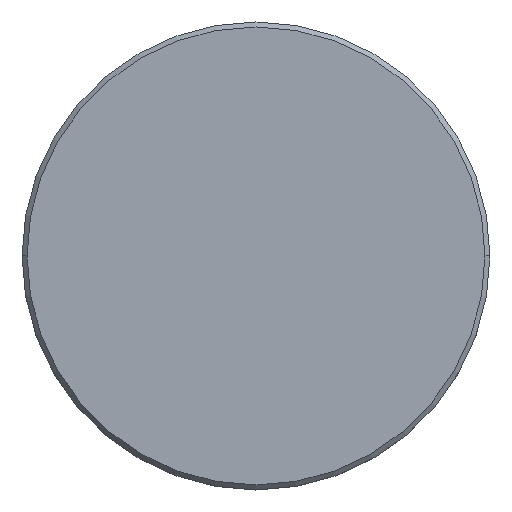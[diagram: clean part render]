
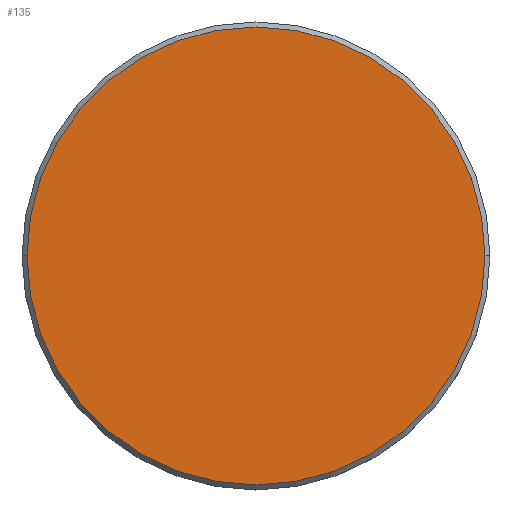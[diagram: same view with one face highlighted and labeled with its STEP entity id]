
A CAD part, top view. The second image highlights one B-rep face of the part: STEP entity #135.
In plain terms, the highlighted planar face has unit normal (0, 0, 1).
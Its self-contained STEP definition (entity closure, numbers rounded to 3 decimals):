
#43 = AXIS2_PLACEMENT_3D ( 'NONE', #562, #1030, #581 ) ;
#135 = ADVANCED_FACE ( 'NONE', ( #418 ), #428, .T. ) ;
#203 = VERTEX_POINT ( 'NONE', #1009 ) ;
#262 = EDGE_LOOP ( 'NONE', ( #510, #725 ) ) ;
#372 = DIRECTION ( 'NONE',  ( 1., 0., 0. ) ) ;
#377 = CARTESIAN_POINT ( 'NONE',  ( 0., 0., 0. ) ) ;
#380 = DIRECTION ( 'NONE',  ( 0., 0., 1. ) ) ;
#418 = FACE_OUTER_BOUND ( 'NONE', #262, .T. ) ;
#428 = PLANE ( 'NONE',  #743 ) ;
#461 = CIRCLE ( 'NONE', #622, 23. ) ;
#510 = ORIENTED_EDGE ( 'NONE', *, *, #1177, .T. ) ;
#548 = VERTEX_POINT ( 'NONE', #1032 ) ;
#562 = CARTESIAN_POINT ( 'NONE',  ( 0., 0., 0. ) ) ;
#581 = DIRECTION ( 'NONE',  ( 1., 0., 0. ) ) ;
#622 = AXIS2_PLACEMENT_3D ( 'NONE', #377, #380, #372 ) ;
#716 = EDGE_CURVE ( 'NONE', #203, #548, #728, .T. ) ;
#725 = ORIENTED_EDGE ( 'NONE', *, *, #716, .T. ) ;
#728 = CIRCLE ( 'NONE', #43, 23. ) ;
#743 = AXIS2_PLACEMENT_3D ( 'NONE', #868, #1158, #1053 ) ;
#868 = CARTESIAN_POINT ( 'NONE',  ( 0., 0., 0. ) ) ;
#1009 = CARTESIAN_POINT ( 'NONE',  ( 23., 0., 0. ) ) ;
#1030 = DIRECTION ( 'NONE',  ( 0., 0., 1. ) ) ;
#1032 = CARTESIAN_POINT ( 'NONE',  ( -23., 0., 0. ) ) ;
#1053 = DIRECTION ( 'NONE',  ( 1., 0., 0. ) ) ;
#1158 = DIRECTION ( 'NONE',  ( 0., 0., 1. ) ) ;
#1177 = EDGE_CURVE ( 'NONE', #548, #203, #461, .T. ) ;
